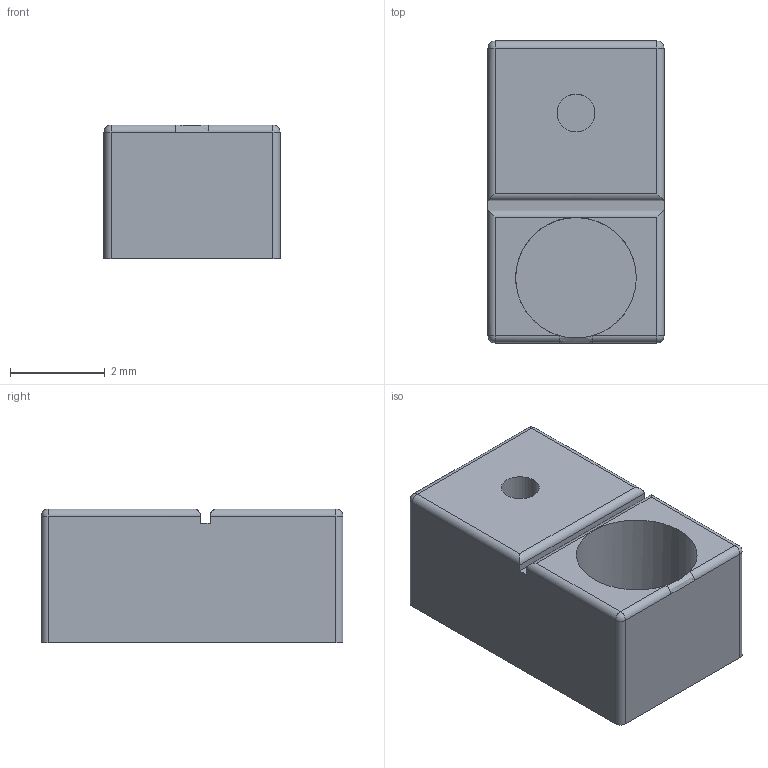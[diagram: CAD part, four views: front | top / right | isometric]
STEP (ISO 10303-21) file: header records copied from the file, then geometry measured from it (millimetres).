
FILE_DESCRIPTION(('FreeCAD Model'),'2;1');
FILE_NAME('Open CASCADE Shape Model','2021-07-16T16:09:12',('Author'),( ''),'Open CASCADE STEP processor 7.5','FreeCAD','Unknown');
FILE_SCHEMA(('AUTOMOTIVE_DESIGN { 1 0 10303 214 1 1 1 1 }'));
Length unit declared in the file: millimetre
Products named in the file (2): Body; SOLID
Assembly tree (1 placements, depth 2):
  Body
    SOLID
Bounding box: 3.72 x 6.38 x 2.83 mm (x, y, z)
Volume: 56 mm3; surface area: 122.8 mm2
Topology: 1 solids, 1 shells, 32 faces, 73 edges, 40 vertices
Faces by surface type: cylinder 15, plane 12, sphere 4, bspline 1
Full cylindrical faces by diameter (mm): 0.8 x1, 2.55 x1
Entity records: 1859 total; most frequent: CARTESIAN_POINT 404, DIRECTION 282, LINE 157, VECTOR 157, ORIENTED_EDGE 138, PCURVE 138, DEFINITIONAL_REPRESENTATION 138, EDGE_CURVE 69
